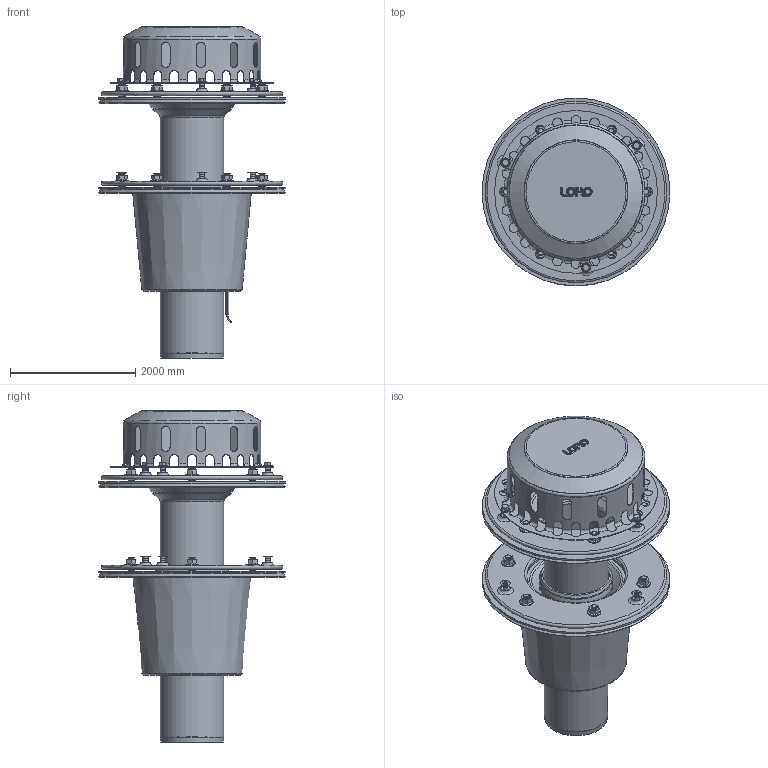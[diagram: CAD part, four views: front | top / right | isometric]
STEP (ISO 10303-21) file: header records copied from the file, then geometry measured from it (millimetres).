
FILE_DESCRIPTION(/* description */ (''),/* implementation_level */ '2;1');
FILE_NAME(/* name */ '21523.100X_3D.stp',/* time_stamp */ '2024-12-12T08:44:13+01:00',/* author */ ('CAD'),/* organization */ (''),/* preprocessor_version */ 'ST-DEVELOPER v20',/* originating_system */ 'AutoCAD Mechanical',/* authorisation */ '');
FILE_SCHEMA (('AUTOMOTIVE_DESIGN { 1 0 10303 214 3 1 1 }'));
Length unit declared in the file: centimetre
Products named in the file (2): Product; *S0
Assembly tree (1 placements, depth 2):
  Product
    *S0
Bounding box: 3000 x 3000 x 5302.5 mm (x, y, z)
Volume: 3309749887.2 mm3; surface area: 148758611.5 mm2
Topology: 65 solids, 71 shells, 1411 faces, 3227 edges, 1947 vertices
Faces by surface type: cone 592, plane 395, cylinder 238, torus 180, sphere 3, bspline 3
Full cylindrical faces by diameter (mm): 60 x3, 70 x12, 80 x27, 83.76 x12, 105 x2, 160 x24, 992 x2, 1016 x4, 1054 x1, 1078 x1, 1134 x1, 1135.991 x1, 1158 x2, 1250 x1, 1470 x1, 1600 x2, 2180 x1, 2200 x1, 2600 x1, 3000 x2
Entity records: 46773 total; most frequent: CARTESIAN_POINT 14634, DIRECTION 6921, ORIENTED_EDGE 6442, EDGE_CURVE 3221, AXIS2_PLACEMENT_3D 2887, VERTEX_POINT 1945, EDGE_LOOP 1612, CIRCLE 1473
